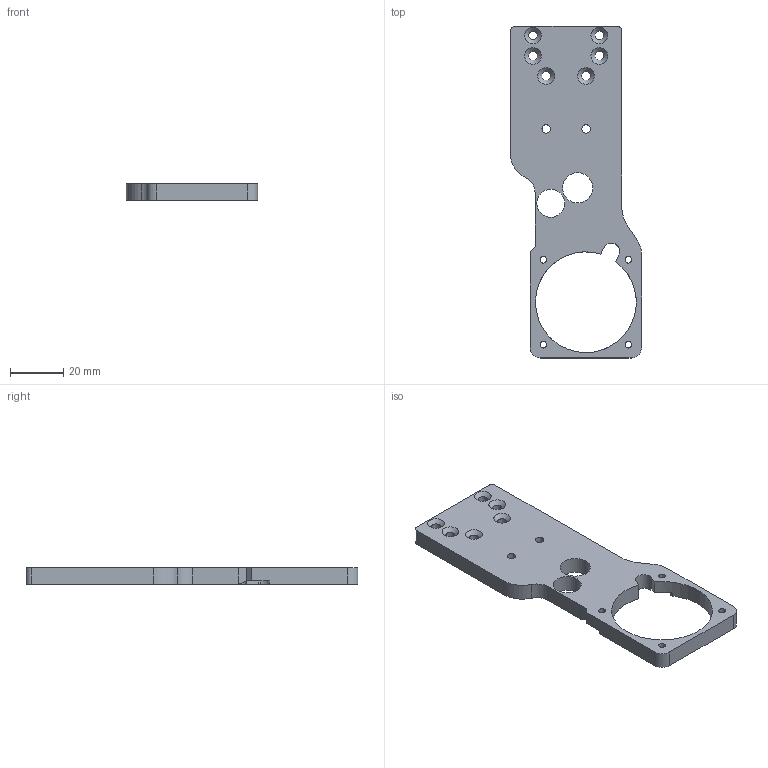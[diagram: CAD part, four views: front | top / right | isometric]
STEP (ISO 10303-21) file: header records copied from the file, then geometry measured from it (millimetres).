
FILE_DESCRIPTION(/* description */ (''),/* implementation_level */ '2;1');
FILE_NAME(/* name */ 'HotendMountingPlate_2516-1_REV_3_7-26-19 v3.step',/* time_stamp */ '2019-08-02T12:21:28-04:00',/* author */ (''),/* organization */ (''),/* preprocessor_version */ 'ST-DEVELOPER v18',/* originating_system */ 'Autodesk Translation Framework v8.2.0.1029',/* authorisation */ '');
FILE_SCHEMA (('AUTOMOTIVE_DESIGN { 1 0 10303 214 3 1 1 }'));
Length unit declared in the file: millimetre
Products named in the file (1): HotendMountingPlate_2516-1_REV_3_7-26-19
Bounding box: 49.45 x 125.09 x 6.35 mm (x, y, z)
Volume: 22380.8 mm3; surface area: 11279.6 mm2
Topology: 1 solids, 2 shells, 167 faces, 486 edges, 332 vertices
Faces by surface type: plane 83, bspline 42, cylinder 35, cone 7
Full cylindrical faces by diameter (mm): 2.5 x4, 3.2 x2, 3.4 x6, 10.526 x1, 11.4 x1
Entity records: 7944 total; most frequent: CARTESIAN_POINT 3579, ORIENTED_EDGE 970, DIRECTION 770, EDGE_CURVE 485, VERTEX_POINT 332, LINE 284, VECTOR 284, AXIS2_PLACEMENT_3D 243
